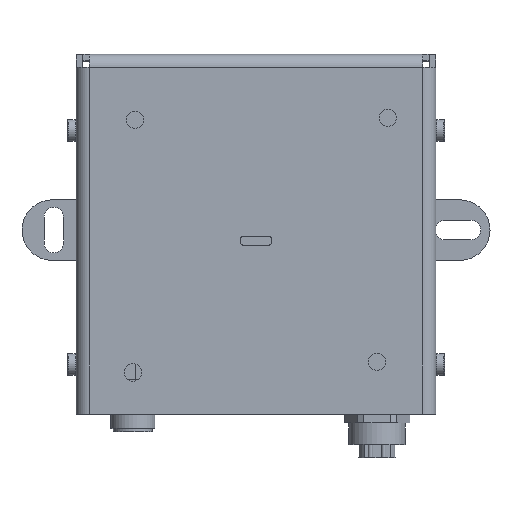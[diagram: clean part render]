
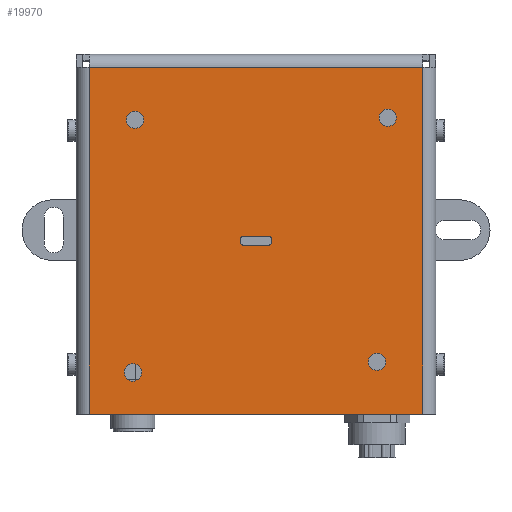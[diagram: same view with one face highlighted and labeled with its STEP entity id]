
A CAD part, top view. The second image highlights one B-rep face of the part: STEP entity #19970.
In plain terms, the highlighted face is planar.
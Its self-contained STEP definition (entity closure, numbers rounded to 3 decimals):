
#1317=FACE_BOUND('',#3525,.T.);
#1318=FACE_BOUND('',#3526,.T.);
#1319=FACE_BOUND('',#3527,.T.);
#1320=FACE_BOUND('',#3528,.T.);
#1321=FACE_BOUND('',#3529,.T.);
#1456=CIRCLE('',#21321,0.5);
#1458=CIRCLE('',#21325,0.5);
#1460=CIRCLE('',#21329,0.5);
#1462=CIRCLE('',#21333,0.5);
#1620=CIRCLE('',#21675,2.);
#1622=CIRCLE('',#21678,2.);
#1624=CIRCLE('',#21681,2.);
#1626=CIRCLE('',#21684,2.);
#2309=FACE_OUTER_BOUND('',#3524,.T.);
#3524=EDGE_LOOP('',(#15165,#15166,#15167,#15168));
#3525=EDGE_LOOP('',(#15169));
#3526=EDGE_LOOP('',(#15170));
#3527=EDGE_LOOP('',(#15171));
#3528=EDGE_LOOP('',(#15172));
#3529=EDGE_LOOP('',(#15173,#15174,#15175,#15176,#15177,#15178,#15179,#15180));
#4544=LINE('',#29174,#6709);
#4550=LINE('',#29189,#6715);
#4554=LINE('',#29201,#6719);
#4557=LINE('',#29210,#6722);
#4972=LINE('',#30375,#7137);
#4985=LINE('',#30406,#7150);
#4993=LINE('',#30429,#7158);
#4998=LINE('',#30445,#7163);
#6709=VECTOR('',#23519,10.);
#6715=VECTOR('',#23533,10.);
#6719=VECTOR('',#23545,10.);
#6722=VECTOR('',#23556,10.);
#7137=VECTOR('',#24683,10.);
#7150=VECTOR('',#24722,10.);
#7158=VECTOR('',#24752,10.);
#7163=VECTOR('',#24777,10.);
#8861=VERTEX_POINT('',#29164);
#8862=VERTEX_POINT('',#29165);
#8865=VERTEX_POINT('',#29173);
#8867=VERTEX_POINT('',#29179);
#8868=VERTEX_POINT('',#29180);
#8871=VERTEX_POINT('',#29191);
#8872=VERTEX_POINT('',#29192);
#8875=VERTEX_POINT('',#29203);
#9250=VERTEX_POINT('',#30320);
#9252=VERTEX_POINT('',#30326);
#9254=VERTEX_POINT('',#30332);
#9256=VERTEX_POINT('',#30338);
#9269=VERTEX_POINT('',#30372);
#9270=VERTEX_POINT('',#30374);
#9275=VERTEX_POINT('',#30404);
#9279=VERTEX_POINT('',#30428);
#10750=EDGE_CURVE('',#8861,#8862,#1456,.T.);
#10754=EDGE_CURVE('',#8865,#8862,#4544,.T.);
#10757=EDGE_CURVE('',#8867,#8868,#1458,.T.);
#10762=EDGE_CURVE('',#8861,#8868,#4550,.T.);
#10763=EDGE_CURVE('',#8871,#8872,#1460,.T.);
#10768=EDGE_CURVE('',#8867,#8872,#4554,.T.);
#10769=EDGE_CURVE('',#8865,#8875,#1462,.T.);
#10773=EDGE_CURVE('',#8871,#8875,#4557,.T.);
#11327=EDGE_CURVE('',#9250,#9250,#1620,.T.);
#11330=EDGE_CURVE('',#9252,#9252,#1622,.T.);
#11333=EDGE_CURVE('',#9254,#9254,#1624,.T.);
#11336=EDGE_CURVE('',#9256,#9256,#1626,.T.);
#11353=EDGE_CURVE('',#9270,#9269,#4972,.T.);
#11370=EDGE_CURVE('',#9269,#9275,#4985,.T.);
#11382=EDGE_CURVE('',#9279,#9270,#4993,.T.);
#11390=EDGE_CURVE('',#9279,#9275,#4998,.T.);
#15165=ORIENTED_EDGE('',*,*,#11353,.T.);
#15166=ORIENTED_EDGE('',*,*,#11370,.T.);
#15167=ORIENTED_EDGE('',*,*,#11390,.F.);
#15168=ORIENTED_EDGE('',*,*,#11382,.T.);
#15169=ORIENTED_EDGE('',*,*,#11327,.T.);
#15170=ORIENTED_EDGE('',*,*,#11330,.T.);
#15171=ORIENTED_EDGE('',*,*,#11333,.T.);
#15172=ORIENTED_EDGE('',*,*,#11336,.T.);
#15173=ORIENTED_EDGE('',*,*,#10768,.T.);
#15174=ORIENTED_EDGE('',*,*,#10763,.F.);
#15175=ORIENTED_EDGE('',*,*,#10773,.T.);
#15176=ORIENTED_EDGE('',*,*,#10769,.F.);
#15177=ORIENTED_EDGE('',*,*,#10754,.T.);
#15178=ORIENTED_EDGE('',*,*,#10750,.F.);
#15179=ORIENTED_EDGE('',*,*,#10762,.T.);
#15180=ORIENTED_EDGE('',*,*,#10757,.F.);
#19107=PLANE('',#21725);
#19970=ADVANCED_FACE('',(#2309,#1317,#1318,#1319,#1320,#1321),#19107,.F.);
#21321=AXIS2_PLACEMENT_3D('',#29166,#23511,#23512);
#21325=AXIS2_PLACEMENT_3D('',#29181,#23524,#23525);
#21329=AXIS2_PLACEMENT_3D('',#29193,#23536,#23537);
#21333=AXIS2_PLACEMENT_3D('',#29204,#23548,#23549);
#21675=AXIS2_PLACEMENT_3D('',#30321,#24632,#24633);
#21678=AXIS2_PLACEMENT_3D('',#30327,#24639,#24640);
#21681=AXIS2_PLACEMENT_3D('',#30333,#24646,#24647);
#21684=AXIS2_PLACEMENT_3D('',#30339,#24653,#24654);
#21725=AXIS2_PLACEMENT_3D('',#30444,#24775,#24776);
#23511=DIRECTION('center_axis',(0.,0.,-1.));
#23512=DIRECTION('ref_axis',(0.707,0.707,0.));
#23519=DIRECTION('',(0.,1.,0.));
#23524=DIRECTION('center_axis',(0.,0.,-1.));
#23525=DIRECTION('ref_axis',(-0.707,0.707,0.));
#23533=DIRECTION('',(-1.,0.,0.));
#23536=DIRECTION('center_axis',(0.,0.,-1.));
#23537=DIRECTION('ref_axis',(-0.707,-0.707,0.));
#23545=DIRECTION('',(0.,-1.,0.));
#23548=DIRECTION('center_axis',(0.,0.,-1.));
#23549=DIRECTION('ref_axis',(0.707,-0.707,0.));
#23556=DIRECTION('',(1.,0.,0.));
#24632=DIRECTION('center_axis',(0.,0.,1.));
#24633=DIRECTION('ref_axis',(1.,0.,0.));
#24639=DIRECTION('center_axis',(0.,0.,1.));
#24640=DIRECTION('ref_axis',(1.,0.,0.));
#24646=DIRECTION('center_axis',(0.,0.,1.));
#24647=DIRECTION('ref_axis',(1.,0.,0.));
#24653=DIRECTION('center_axis',(0.,0.,1.));
#24654=DIRECTION('ref_axis',(1.,0.,0.));
#24683=DIRECTION('',(1.,0.,0.));
#24722=DIRECTION('',(0.,-1.,0.));
#24752=DIRECTION('',(0.,1.,0.));
#24775=DIRECTION('center_axis',(0.,0.,1.));
#24776=DIRECTION('ref_axis',(1.,0.,0.));
#24777=DIRECTION('',(1.,0.,0.));
#29164=CARTESIAN_POINT('',(44.5,41.,0.));
#29165=CARTESIAN_POINT('',(45.,40.5,0.));
#29166=CARTESIAN_POINT('Origin',(44.5,40.5,0.));
#29173=CARTESIAN_POINT('',(45.,39.5,0.));
#29174=CARTESIAN_POINT('',(45.,40.25,0.));
#29179=CARTESIAN_POINT('',(38.,40.5,0.));
#29180=CARTESIAN_POINT('',(38.5,41.,0.));
#29181=CARTESIAN_POINT('Origin',(38.5,40.5,0.));
#29189=CARTESIAN_POINT('',(43.25,41.,0.));
#29191=CARTESIAN_POINT('',(38.5,39.,0.));
#29192=CARTESIAN_POINT('',(38.,39.5,0.));
#29193=CARTESIAN_POINT('Origin',(38.5,39.5,0.));
#29201=CARTESIAN_POINT('',(38.,41.25,0.));
#29203=CARTESIAN_POINT('',(44.5,39.,0.));
#29204=CARTESIAN_POINT('Origin',(44.5,39.5,0.));
#29210=CARTESIAN_POINT('',(39.75,39.,0.));
#30320=CARTESIAN_POINT('',(67.9,9.6,0.));
#30321=CARTESIAN_POINT('Origin',(69.9,9.6,0.));
#30326=CARTESIAN_POINT('',(11.57,12.07,0.));
#30327=CARTESIAN_POINT('Origin',(13.57,12.07,0.));
#30332=CARTESIAN_POINT('',(67.431,67.931,0.));
#30333=CARTESIAN_POINT('Origin',(69.431,67.931,0.));
#30338=CARTESIAN_POINT('',(9.1,68.4,0.));
#30339=CARTESIAN_POINT('Origin',(11.1,68.4,0.));
#30372=CARTESIAN_POINT('',(80.,80.,0.));
#30374=CARTESIAN_POINT('',(3.,80.,0.));
#30375=CARTESIAN_POINT('',(60.75,80.,0.));
#30404=CARTESIAN_POINT('',(80.,0.,0.));
#30406=CARTESIAN_POINT('',(80.,20.75,0.));
#30428=CARTESIAN_POINT('',(3.,0.,0.));
#30429=CARTESIAN_POINT('',(3.,60.75,0.));
#30444=CARTESIAN_POINT('Origin',(41.5,41.5,0.));
#30445=CARTESIAN_POINT('',(0.,0.,0.));
